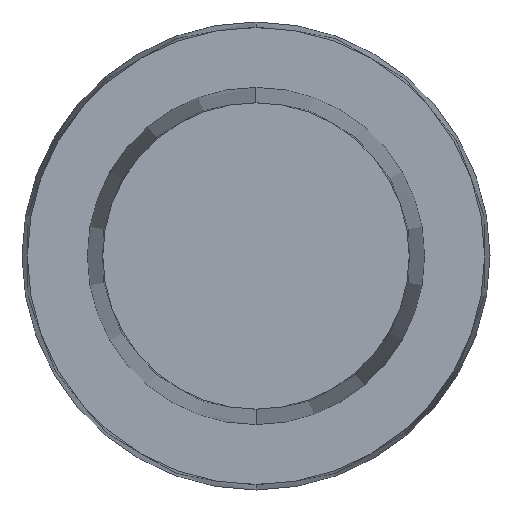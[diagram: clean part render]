
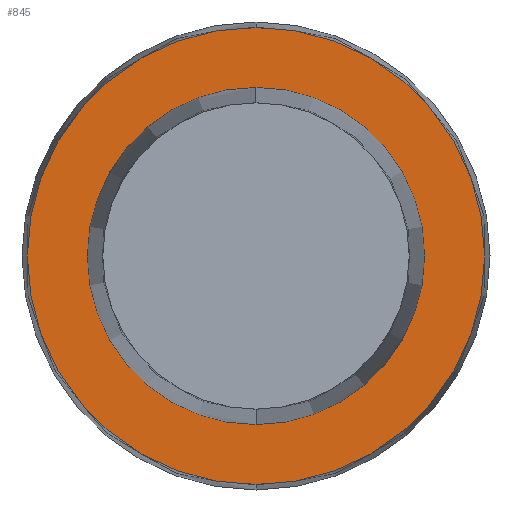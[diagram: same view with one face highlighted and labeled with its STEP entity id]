
A CAD part, front view. The second image highlights one B-rep face of the part: STEP entity #845.
In plain terms, the highlighted planar face has unit normal (0, -1, 0).
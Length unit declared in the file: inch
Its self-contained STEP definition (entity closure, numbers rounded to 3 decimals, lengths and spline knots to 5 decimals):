
#12 = AXIS2_PLACEMENT_3D ( 'NONE', #729, #863, #194 ) ;
#27 = DIRECTION ( 'NONE',  ( 0., -1., 0. ) ) ;
#37 = CARTESIAN_POINT ( 'NONE',  ( 0., 0., 0. ) ) ;
#58 = CARTESIAN_POINT ( 'NONE',  ( 0., 0., 0. ) ) ;
#60 = ORIENTED_EDGE ( 'NONE', *, *, #160, .F. ) ;
#72 = EDGE_LOOP ( 'NONE', ( #138, #87 ) ) ;
#87 = ORIENTED_EDGE ( 'NONE', *, *, #652, .F. ) ;
#97 = VERTEX_POINT ( 'NONE', #264 ) ;
#132 = CARTESIAN_POINT ( 'NONE',  ( 0., 0., 0.05512 ) ) ;
#137 = AXIS2_PLACEMENT_3D ( 'NONE', #142, #735, #725 ) ;
#138 = ORIENTED_EDGE ( 'NONE', *, *, #885, .F. ) ;
#142 = CARTESIAN_POINT ( 'NONE',  ( 0., 0., 0. ) ) ;
#160 = EDGE_CURVE ( 'NONE', #527, #97, #838, .T. ) ;
#174 = CARTESIAN_POINT ( 'NONE',  ( 0., 0., 0.07475 ) ) ;
#194 = DIRECTION ( 'NONE',  ( 0., 0., -1. ) ) ;
#264 = CARTESIAN_POINT ( 'NONE',  ( 0., 0., -0.05512 ) ) ;
#269 = FACE_BOUND ( 'NONE', #285, .T. ) ;
#276 = AXIS2_PLACEMENT_3D ( 'NONE', #37, #718, #933 ) ;
#285 = EDGE_LOOP ( 'NONE', ( #328, #60 ) ) ;
#308 = AXIS2_PLACEMENT_3D ( 'NONE', #58, #456, #816 ) ;
#328 = ORIENTED_EDGE ( 'NONE', *, *, #482, .F. ) ;
#357 = CARTESIAN_POINT ( 'NONE',  ( 0., 0., -0.07475 ) ) ;
#396 = CARTESIAN_POINT ( 'NONE',  ( 0., 0., 0. ) ) ;
#417 = AXIS2_PLACEMENT_3D ( 'NONE', #396, #27, #732 ) ;
#456 = DIRECTION ( 'NONE',  ( 0., 1., 0. ) ) ;
#477 = CIRCLE ( 'NONE', #137, 0.05512 ) ;
#482 = EDGE_CURVE ( 'NONE', #97, #527, #477, .T. ) ;
#491 = CIRCLE ( 'NONE', #276, 0.07475 ) ;
#499 = VERTEX_POINT ( 'NONE', #357 ) ;
#527 = VERTEX_POINT ( 'NONE', #132 ) ;
#560 = FACE_OUTER_BOUND ( 'NONE', #72, .T. ) ;
#584 = VERTEX_POINT ( 'NONE', #174 ) ;
#586 = CIRCLE ( 'NONE', #308, 0.07475 ) ;
#652 = EDGE_CURVE ( 'NONE', #499, #584, #491, .T. ) ;
#718 = DIRECTION ( 'NONE',  ( 0., 1., 0. ) ) ;
#725 = DIRECTION ( 'NONE',  ( 0., 0., -1. ) ) ;
#729 = CARTESIAN_POINT ( 'NONE',  ( 0., 0., 0. ) ) ;
#732 = DIRECTION ( 'NONE',  ( 0., 0., -1. ) ) ;
#735 = DIRECTION ( 'NONE',  ( 0., -1., 0. ) ) ;
#816 = DIRECTION ( 'NONE',  ( 0., 0., -1. ) ) ;
#838 = CIRCLE ( 'NONE', #417, 0.05512 ) ;
#845 = ADVANCED_FACE ( 'NONE', ( #269, #560 ), #879, .T. ) ;
#863 = DIRECTION ( 'NONE',  ( 0., -1., 0. ) ) ;
#879 = PLANE ( 'NONE',  #12 ) ;
#885 = EDGE_CURVE ( 'NONE', #584, #499, #586, .T. ) ;
#933 = DIRECTION ( 'NONE',  ( 0., 0., -1. ) ) ;
